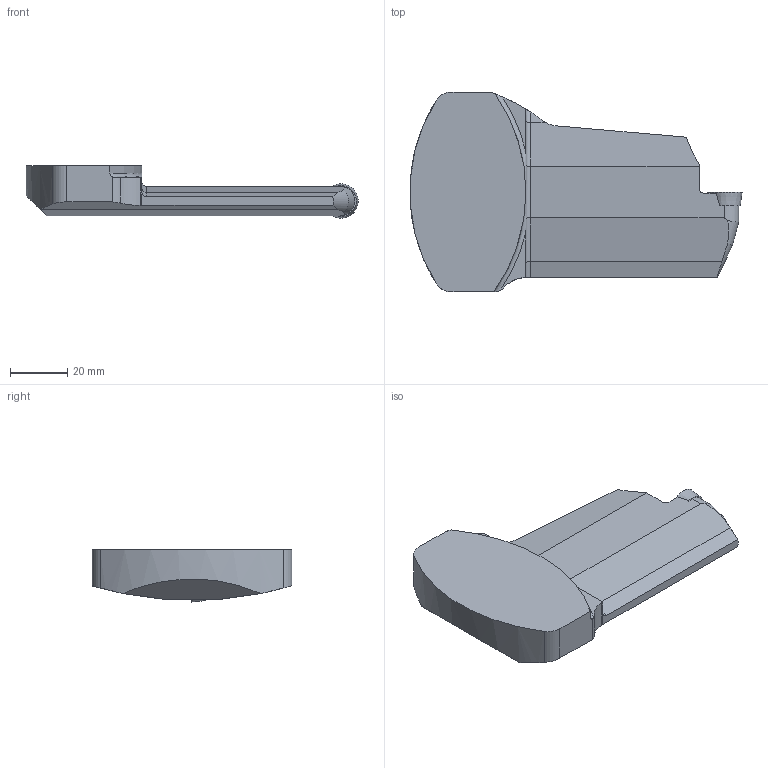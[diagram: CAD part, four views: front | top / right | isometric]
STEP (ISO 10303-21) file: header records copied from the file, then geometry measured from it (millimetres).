
FILE_DESCRIPTION(/* description */ (''),/* implementation_level */ '2;1');
FILE_NAME(/* name */ 'toolassembly_1.stp',/* time_stamp */ '2020-08-31T14:58:45+02:00',/* author */ (''),/* organization */ ('SMS'),/* preprocessor_version */ 'ST-DEVELOPER v16.7',/* originating_system */ 'SIEMENS PLM Software NX 12.0',/* authorisation */ '');
FILE_SCHEMA (('AUTOMOTIVE_DESIGN { 1 0 10303 214 3 1 1 1 }'));
Length unit declared in the file: millimetre
Products named in the file (4): ASSEMBLY_CONSTRUCTION; IsoTurningInsert; NOCUT_20200831145344; TOOLASSEMBLY_1
Assembly tree (3 placements, depth 2):
  TOOLASSEMBLY_1
    NOCUT_20200831145344
    IsoTurningInsert
    ASSEMBLY_CONSTRUCTION
Bounding box: 116.33 x 70 x 18.3 mm (x, y, z)
Volume: 68590.3 mm3; surface area: 15702.8 mm2
Topology: 2 solids, 2 shells, 52 faces, 136 edges, 93 vertices
Faces by surface type: plane 25, cylinder 20, torus 4, cone 3
Full cylindrical faces by diameter (mm): 4.4 x1
Entity records: 1821 total; most frequent: CARTESIAN_POINT 361, DIRECTION 301, ORIENTED_EDGE 260, EDGE_CURVE 130, AXIS2_PLACEMENT_3D 119, VERTEX_POINT 87, LINE 63, VECTOR 63
